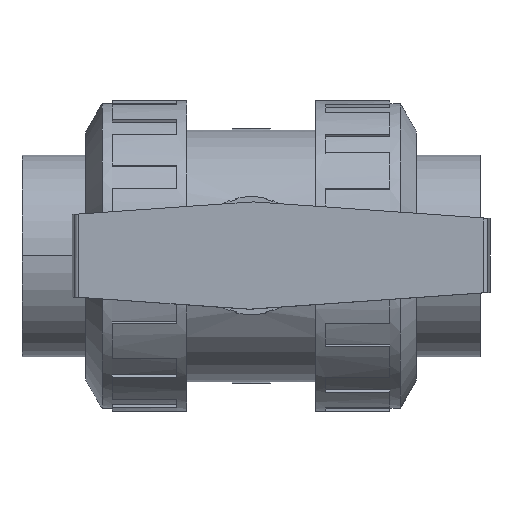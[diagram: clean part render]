
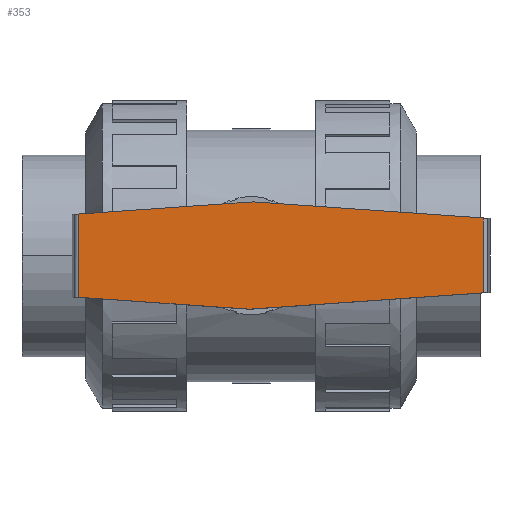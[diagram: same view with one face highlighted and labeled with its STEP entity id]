
A CAD part, top view. The second image highlights one B-rep face of the part: STEP entity #353.
In plain terms, the highlighted planar face has unit normal (0, 0, 1).
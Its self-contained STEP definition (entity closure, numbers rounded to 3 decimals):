
#353=ADVANCED_FACE('',(#921),#922,.T.);
#921=FACE_OUTER_BOUND('',#1718,.T.);
#922=PLANE('',#1719);
#1718=EDGE_LOOP('',(#2894,#2895,#2896,#2897,#2898,#2899));
#1719=AXIS2_PLACEMENT_3D('',#2900,#2901,#2902);
#2894=ORIENTED_EDGE('',*,*,#5108,.T.);
#2895=ORIENTED_EDGE('',*,*,#5180,.T.);
#2896=ORIENTED_EDGE('',*,*,#5129,.T.);
#2897=ORIENTED_EDGE('',*,*,#5177,.T.);
#2898=ORIENTED_EDGE('',*,*,#5181,.F.);
#2899=ORIENTED_EDGE('',*,*,#5094,.T.);
#2900=CARTESIAN_POINT('',(53.956,25.0,126.0));
#2901=DIRECTION('',(0.0,0.0,1.0));
#2902=DIRECTION('',(-1.0,0.0,0.0));
#5094=EDGE_CURVE('',#6296,#6294,#6297,.T.);
#5108=EDGE_CURVE('',#6294,#6320,#6322,.T.);
#5129=EDGE_CURVE('',#6361,#6359,#6362,.T.);
#5177=EDGE_CURVE('',#6359,#6437,#6439,.T.);
#5180=EDGE_CURVE('',#6320,#6361,#6442,.T.);
#5181=EDGE_CURVE('',#6296,#6437,#6443,.T.);
#6294=VERTEX_POINT('',#7912);
#6296=VERTEX_POINT('',#7915);
#6297=LINE('',#7916,#7917);
#6320=VERTEX_POINT('',#7948);
#6322=LINE('',#7950,#7951);
#6359=VERTEX_POINT('',#8001);
#6361=VERTEX_POINT('',#8004);
#6362=LINE('',#8005,#8006);
#6437=VERTEX_POINT('',#8112);
#6439=LINE('',#8114,#8115);
#6442=LINE('',#8119,#8120);
#6443=LINE('',#8121,#8122);
#7912=CARTESIAN_POINT('',(0.873,24.939,126.0));
#7915=CARTESIAN_POINT('',(107.912,17.454,126.0));
#7916=CARTESIAN_POINT('',(57.023,21.013,126.0));
#7917=VECTOR('',#9667,1.0);
#7948=CARTESIAN_POINT('',(-80.162,19.272,126.0));
#7950=CARTESIAN_POINT('',(-1.582,24.767,126.0));
#7951=VECTOR('',#9688,1.0);
#8001=CARTESIAN_POINT('',(-0.873,-24.939,126.0));
#8004=CARTESIAN_POINT('',(-80.162,-19.395,126.0));
#8005=CARTESIAN_POINT('',(-5.069,-24.646,126.0));
#8006=VECTOR('',#9715,1.0);
#8112=CARTESIAN_POINT('',(107.912,-17.332,126.0));
#8114=CARTESIAN_POINT('',(57.014,-20.891,126.0));
#8115=VECTOR('',#9771,1.0);
#8119=CARTESIAN_POINT('',(-80.162,25.0,126.0));
#8120=VECTOR('',#9773,1.0);
#8121=CARTESIAN_POINT('',(107.912,25.0,126.0));
#8122=VECTOR('',#9774,1.0);
#9667=DIRECTION('',(-0.998,0.07,0.0));
#9688=DIRECTION('',(-0.998,-0.07,0.0));
#9715=DIRECTION('',(0.998,-0.07,0.0));
#9771=DIRECTION('',(0.998,0.07,-0.0));
#9773=DIRECTION('',(0.0,-1.0,0.0));
#9774=DIRECTION('',(0.0,-1.0,0.0));
